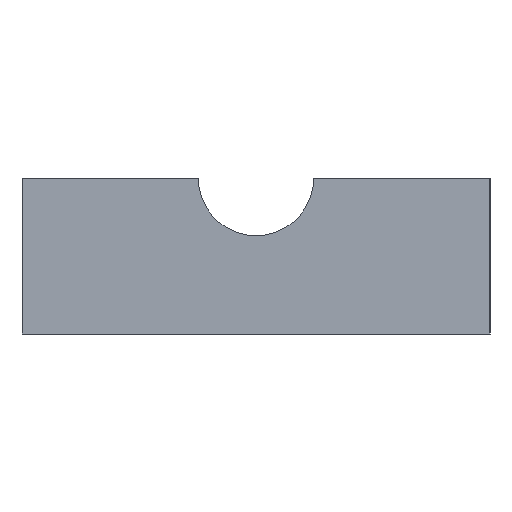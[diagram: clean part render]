
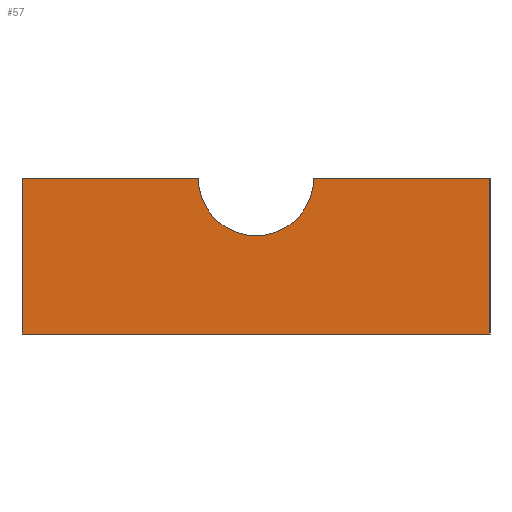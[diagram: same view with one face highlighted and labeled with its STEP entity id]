
A CAD part, left-side view. The second image highlights one B-rep face of the part: STEP entity #57.
In plain terms, the highlighted planar face has unit normal (-1, 0, 0).
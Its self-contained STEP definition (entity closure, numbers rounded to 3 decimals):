
#57 = ADVANCED_FACE( '', ( #124 ), #125, .F. );
#124 = FACE_OUTER_BOUND( '', #209, .T. );
#125 = PLANE( '', #210 );
#209 = EDGE_LOOP( '', ( #325, #326, #327, #328, #329, #330 ) );
#210 = AXIS2_PLACEMENT_3D( '', #331, #332, #333 );
#325 = ORIENTED_EDGE( '', *, *, #485, .T. );
#326 = ORIENTED_EDGE( '', *, *, #467, .T. );
#327 = ORIENTED_EDGE( '', *, *, #462, .F. );
#328 = ORIENTED_EDGE( '', *, *, #489, .F. );
#329 = ORIENTED_EDGE( '', *, *, #490, .T. );
#330 = ORIENTED_EDGE( '', *, *, #491, .T. );
#331 = CARTESIAN_POINT( '', ( -11.849, 0., 0. ) );
#332 = DIRECTION( '', ( 1., 0., 0. ) );
#333 = DIRECTION( '', ( 0., 0., -1. ) );
#462 = EDGE_CURVE( '', #539, #541, #542, .T. );
#467 = EDGE_CURVE( '', #549, #541, #550, .T. );
#485 = EDGE_CURVE( '', #579, #549, #580, .T. );
#489 = EDGE_CURVE( '', #585, #539, #586, .T. );
#490 = EDGE_CURVE( '', #585, #587, #588, .T. );
#491 = EDGE_CURVE( '', #587, #579, #589, .T. );
#539 = VERTEX_POINT( '', #652 );
#541 = VERTEX_POINT( '', #655 );
#542 = LINE( '', #656, #657 );
#549 = VERTEX_POINT( '', #666 );
#550 = LINE( '', #667, #668 );
#579 = VERTEX_POINT( '', #710 );
#580 = CIRCLE( '', #711, 2.35 );
#585 = VERTEX_POINT( '', #717 );
#586 = LINE( '', #718, #719 );
#587 = VERTEX_POINT( '', #720 );
#588 = LINE( '', #721, #722 );
#589 = LINE( '', #723, #724 );
#652 = CARTESIAN_POINT( '', ( -11.849, 9.525, 0. ) );
#655 = CARTESIAN_POINT( '', ( -11.849, 9.525, 6.35 ) );
#656 = CARTESIAN_POINT( '', ( -11.849, 9.525, 0. ) );
#657 = VECTOR( '', #797, 1000. );
#666 = CARTESIAN_POINT( '', ( -11.849, 2.35, 6.35 ) );
#667 = CARTESIAN_POINT( '', ( -11.849, 0., 6.35 ) );
#668 = VECTOR( '', #803, 1000. );
#710 = CARTESIAN_POINT( '', ( -11.849, -2.35, 6.35 ) );
#711 = AXIS2_PLACEMENT_3D( '', #820, #821, #822 );
#717 = CARTESIAN_POINT( '', ( -11.849, -9.525, 0. ) );
#718 = CARTESIAN_POINT( '', ( -11.849, 0., 0. ) );
#719 = VECTOR( '', #827, 1000. );
#720 = CARTESIAN_POINT( '', ( -11.849, -9.525, 6.35 ) );
#721 = CARTESIAN_POINT( '', ( -11.849, -9.525, 0. ) );
#722 = VECTOR( '', #828, 1000. );
#723 = CARTESIAN_POINT( '', ( -11.849, 0., 6.35 ) );
#724 = VECTOR( '', #829, 1000. );
#797 = DIRECTION( '', ( 0., 0., 1. ) );
#803 = DIRECTION( '', ( 0., 1., 0. ) );
#820 = CARTESIAN_POINT( '', ( -11.849, 0., 6.35 ) );
#821 = DIRECTION( '', ( 1., 0., 0. ) );
#822 = DIRECTION( '', ( 0., -1., 0. ) );
#827 = DIRECTION( '', ( 0., 1., 0. ) );
#828 = DIRECTION( '', ( 0., 0., 1. ) );
#829 = DIRECTION( '', ( 0., 1., 0. ) );
